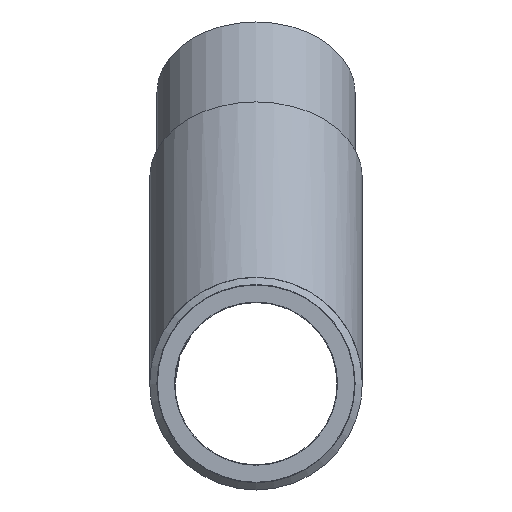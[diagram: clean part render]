
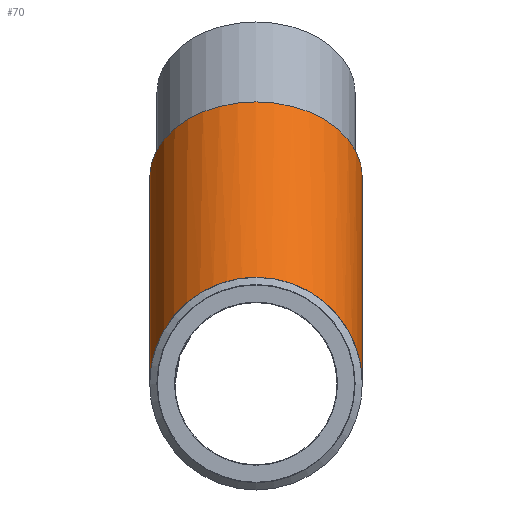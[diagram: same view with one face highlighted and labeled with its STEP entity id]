
A CAD part, left-side view. The second image highlights one B-rep face of the part: STEP entity #70.
In plain terms, the highlighted cylindrical face has radius 107.296 mm (diameter 214.592 mm), a full revolution.
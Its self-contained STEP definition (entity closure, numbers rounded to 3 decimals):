
#70 = ADVANCED_FACE( '', ( #152, #153 ), #154, .T. );
#152 = FACE_OUTER_BOUND( '', #233, .T. );
#153 = FACE_OUTER_BOUND( '', #234, .T. );
#154 = CYLINDRICAL_SURFACE( '', #235, 107.296 );
#233 = EDGE_LOOP( '', ( #338 ) );
#234 = EDGE_LOOP( '', ( #339, #340 ) );
#235 = AXIS2_PLACEMENT_3D( '', #341, #342, #343 );
#338 = ORIENTED_EDGE( '', *, *, #386, .F. );
#339 = ORIENTED_EDGE( '', *, *, #397, .T. );
#340 = ORIENTED_EDGE( '', *, *, #398, .T. );
#341 = CARTESIAN_POINT( '', ( 485.156, 0., 294.156 ) );
#342 = DIRECTION( '', ( -0.707, 0., -0.707 ) );
#343 = DIRECTION( '', ( 0.707, 0., -0.707 ) );
#386 = EDGE_CURVE( '', #439, #439, #440, .T. );
#397 = EDGE_CURVE( '', #454, #455, #456, .F. );
#398 = EDGE_CURVE( '', #455, #454, #457, .T. );
#439 = VERTEX_POINT( '', #499 );
#440 = CIRCLE( '', #500, 107.296 );
#454 = VERTEX_POINT( '', #514 );
#455 = VERTEX_POINT( '', #515 );
#456 = ELLIPSE( '', #516, 280.378, 107.296 );
#457 = ELLIPSE( '', #517, 116.137, 107.296 );
#499 = CARTESIAN_POINT( '', ( 475.257, 0., 132.517 ) );
#500 = AXIS2_PLACEMENT_3D( '', #565, #566, #567 );
#514 = CARTESIAN_POINT( '', ( 191., -107.296, 0. ) );
#515 = CARTESIAN_POINT( '', ( 191., 107.296, 0. ) );
#516 = AXIS2_PLACEMENT_3D( '', #577, #578, #579 );
#517 = AXIS2_PLACEMENT_3D( '', #580, #581, #582 );
#565 = CARTESIAN_POINT( '', ( 399.387, 0., 208.387 ) );
#566 = DIRECTION( '', ( 0.707, 0., 0.707 ) );
#567 = DIRECTION( '', ( 0.707, 0., -0.707 ) );
#577 = CARTESIAN_POINT( '', ( 191., 0., 0. ) );
#578 = DIRECTION( '', ( 0.383, 0., -0.924 ) );
#579 = DIRECTION( '', ( 0.924, 0., 0.383 ) );
#580 = CARTESIAN_POINT( '', ( 191., 0., 0. ) );
#581 = DIRECTION( '', ( 0.924, 0., 0.383 ) );
#582 = DIRECTION( '', ( 0.383, 0., -0.924 ) );
